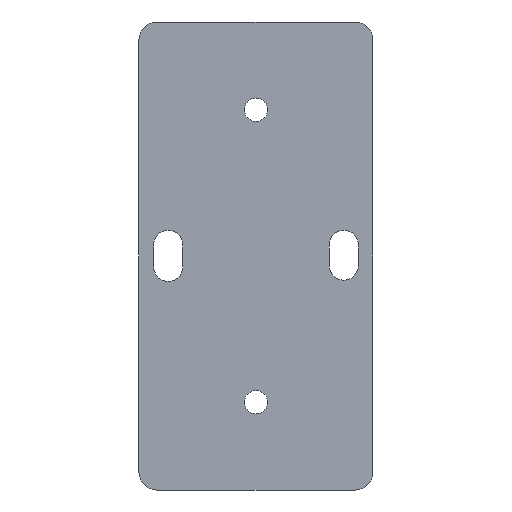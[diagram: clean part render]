
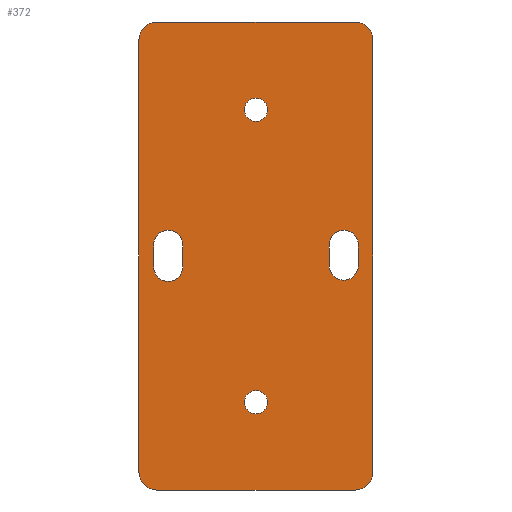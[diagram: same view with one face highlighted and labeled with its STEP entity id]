
A CAD part, front view. The second image highlights one B-rep face of the part: STEP entity #372.
In plain terms, the highlighted planar face has unit normal (0, -1, 0).
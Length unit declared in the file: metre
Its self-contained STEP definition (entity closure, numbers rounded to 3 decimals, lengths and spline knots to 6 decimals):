
#22=CIRCLE('',#406,0.0025);
#23=CIRCLE('',#407,0.0025);
#24=CIRCLE('',#408,0.0025);
#25=CIRCLE('',#409,0.0025);
#26=CIRCLE('',#410,0.002);
#27=CIRCLE('',#411,0.002);
#28=CIRCLE('',#412,0.003);
#29=CIRCLE('',#413,0.003);
#30=CIRCLE('',#414,0.003);
#31=CIRCLE('',#415,0.003);
#58=ORIENTED_EDGE('',*,*,#162,.T.);
#59=ORIENTED_EDGE('',*,*,#163,.T.);
#60=ORIENTED_EDGE('',*,*,#164,.T.);
#61=ORIENTED_EDGE('',*,*,#165,.F.);
#62=ORIENTED_EDGE('',*,*,#166,.T.);
#63=ORIENTED_EDGE('',*,*,#167,.T.);
#64=ORIENTED_EDGE('',*,*,#168,.T.);
#65=ORIENTED_EDGE('',*,*,#169,.F.);
#66=ORIENTED_EDGE('',*,*,#170,.F.);
#67=ORIENTED_EDGE('',*,*,#171,.F.);
#68=ORIENTED_EDGE('',*,*,#156,.T.);
#69=ORIENTED_EDGE('',*,*,#172,.T.);
#70=ORIENTED_EDGE('',*,*,#158,.F.);
#71=ORIENTED_EDGE('',*,*,#173,.T.);
#72=ORIENTED_EDGE('',*,*,#146,.F.);
#73=ORIENTED_EDGE('',*,*,#174,.T.);
#74=ORIENTED_EDGE('',*,*,#150,.T.);
#75=ORIENTED_EDGE('',*,*,#175,.T.);
#146=EDGE_CURVE('',#198,#199,#234,.T.);
#150=EDGE_CURVE('',#202,#203,#238,.T.);
#156=EDGE_CURVE('',#209,#208,#244,.T.);
#158=EDGE_CURVE('',#210,#211,#246,.T.);
#162=EDGE_CURVE('',#214,#215,#22,.T.);
#163=EDGE_CURVE('',#215,#216,#250,.T.);
#164=EDGE_CURVE('',#216,#217,#23,.T.);
#165=EDGE_CURVE('',#214,#217,#251,.T.);
#166=EDGE_CURVE('',#218,#219,#24,.T.);
#167=EDGE_CURVE('',#219,#220,#252,.T.);
#168=EDGE_CURVE('',#220,#221,#25,.T.);
#169=EDGE_CURVE('',#218,#221,#253,.T.);
#170=EDGE_CURVE('',#222,#222,#26,.T.);
#171=EDGE_CURVE('',#223,#223,#27,.T.);
#172=EDGE_CURVE('',#208,#211,#28,.T.);
#173=EDGE_CURVE('',#210,#199,#29,.T.);
#174=EDGE_CURVE('',#198,#202,#30,.T.);
#175=EDGE_CURVE('',#203,#209,#31,.T.);
#198=VERTEX_POINT('',#558);
#199=VERTEX_POINT('',#559);
#202=VERTEX_POINT('',#567);
#203=VERTEX_POINT('',#568);
#208=VERTEX_POINT('',#579);
#209=VERTEX_POINT('',#581);
#210=VERTEX_POINT('',#585);
#211=VERTEX_POINT('',#586);
#214=VERTEX_POINT('',#594);
#215=VERTEX_POINT('',#595);
#216=VERTEX_POINT('',#597);
#217=VERTEX_POINT('',#599);
#218=VERTEX_POINT('',#602);
#219=VERTEX_POINT('',#603);
#220=VERTEX_POINT('',#605);
#221=VERTEX_POINT('',#607);
#222=VERTEX_POINT('',#610);
#223=VERTEX_POINT('',#612);
#234=LINE('',#557,#266);
#238=LINE('',#566,#270);
#244=LINE('',#580,#276);
#246=LINE('',#584,#278);
#250=LINE('',#596,#282);
#251=LINE('',#600,#283);
#252=LINE('',#604,#284);
#253=LINE('',#608,#285);
#266=VECTOR('',#445,1.);
#270=VECTOR('',#451,1.);
#276=VECTOR('',#459,1.);
#278=VECTOR('',#463,1.);
#282=VECTOR('',#471,1.);
#283=VECTOR('',#474,1.);
#284=VECTOR('',#477,1.);
#285=VECTOR('',#480,1.);
#302=EDGE_LOOP('',(#58,#59,#60,#61));
#303=EDGE_LOOP('',(#62,#63,#64,#65));
#304=EDGE_LOOP('',(#66));
#305=EDGE_LOOP('',(#67));
#306=EDGE_LOOP('',(#68,#69,#70,#71,#72,#73,#74,#75));
#332=FACE_BOUND('',#302,.T.);
#333=FACE_BOUND('',#303,.T.);
#334=FACE_BOUND('',#304,.T.);
#335=FACE_BOUND('',#305,.T.);
#336=FACE_BOUND('',#306,.T.);
#362=PLANE('',#405);
#372=ADVANCED_FACE('',(#332,#333,#334,#335,#336),#362,.T.);
#405=AXIS2_PLACEMENT_3D('',#592,#467,#468);
#406=AXIS2_PLACEMENT_3D('',#593,#469,#470);
#407=AXIS2_PLACEMENT_3D('',#598,#472,#473);
#408=AXIS2_PLACEMENT_3D('',#601,#475,#476);
#409=AXIS2_PLACEMENT_3D('',#606,#478,#479);
#410=AXIS2_PLACEMENT_3D('',#609,#481,#482);
#411=AXIS2_PLACEMENT_3D('',#611,#483,#484);
#412=AXIS2_PLACEMENT_3D('',#613,#485,#486);
#413=AXIS2_PLACEMENT_3D('',#614,#487,#488);
#414=AXIS2_PLACEMENT_3D('',#615,#489,#490);
#415=AXIS2_PLACEMENT_3D('',#616,#491,#492);
#445=DIRECTION('',(0.,0.,1.));
#451=DIRECTION('',(1.,0.,0.));
#459=DIRECTION('',(0.,0.,1.));
#463=DIRECTION('',(1.,0.,0.));
#467=DIRECTION('',(0.,-1.,0.));
#468=DIRECTION('',(1.,0.,0.));
#469=DIRECTION('',(0.,1.,0.));
#470=DIRECTION('',(0.,0.,-1.));
#471=DIRECTION('',(0.,0.,1.));
#472=DIRECTION('',(0.,1.,0.));
#473=DIRECTION('',(0.,0.,-1.));
#474=DIRECTION('',(0.,0.,1.));
#475=DIRECTION('',(0.,1.,0.));
#476=DIRECTION('',(0.,0.,-1.));
#477=DIRECTION('',(0.,0.,-1.));
#478=DIRECTION('',(0.,1.,0.));
#479=DIRECTION('',(0.,0.,-1.));
#480=DIRECTION('',(0.,0.,-1.));
#481=DIRECTION('',(0.,-1.,0.));
#482=DIRECTION('',(0.,0.,-1.));
#483=DIRECTION('',(0.,-1.,0.));
#484=DIRECTION('',(0.,0.,-1.));
#485=DIRECTION('',(0.,-1.,0.));
#486=DIRECTION('',(0.,0.,-1.));
#487=DIRECTION('',(0.,-1.,0.));
#488=DIRECTION('',(0.,0.,-1.));
#489=DIRECTION('',(0.,-1.,0.));
#490=DIRECTION('',(0.,0.,-1.));
#491=DIRECTION('',(0.,-1.,0.));
#492=DIRECTION('',(0.,0.,-1.));
#557=CARTESIAN_POINT('',(0.,-0.005,0.045));
#558=CARTESIAN_POINT('',(0.,-0.005,0.008));
#559=CARTESIAN_POINT('',(0.,-0.005,0.082));
#566=CARTESIAN_POINT('',(0.02,-0.005,0.005));
#567=CARTESIAN_POINT('',(0.003,-0.005,0.005));
#568=CARTESIAN_POINT('',(0.037,-0.005,0.005));
#579=CARTESIAN_POINT('',(0.04,-0.005,0.082));
#580=CARTESIAN_POINT('',(0.04,-0.005,0.045));
#581=CARTESIAN_POINT('',(0.04,-0.005,0.008));
#584=CARTESIAN_POINT('',(0.02,-0.005,0.085));
#585=CARTESIAN_POINT('',(0.003,-0.005,0.085));
#586=CARTESIAN_POINT('',(0.037,-0.005,0.085));
#592=CARTESIAN_POINT('',(0.02,-0.005,0.0425));
#593=CARTESIAN_POINT('',(0.035,-0.005,0.043361));
#594=CARTESIAN_POINT('',(0.0375,-0.005,0.043361));
#595=CARTESIAN_POINT('',(0.0325,-0.005,0.043361));
#596=CARTESIAN_POINT('',(0.0325,-0.005,0.045128));
#597=CARTESIAN_POINT('',(0.0325,-0.005,0.046895));
#598=CARTESIAN_POINT('',(0.035,-0.005,0.046895));
#599=CARTESIAN_POINT('',(0.0375,-0.005,0.046895));
#600=CARTESIAN_POINT('',(0.0375,-0.005,0.045128));
#601=CARTESIAN_POINT('',(0.005,-0.005,0.046895));
#602=CARTESIAN_POINT('',(0.0025,-0.005,0.046895));
#603=CARTESIAN_POINT('',(0.0075,-0.005,0.046895));
#604=CARTESIAN_POINT('',(0.0075,-0.005,0.045021));
#605=CARTESIAN_POINT('',(0.0075,-0.005,0.043147));
#606=CARTESIAN_POINT('',(0.005,-0.005,0.043147));
#607=CARTESIAN_POINT('',(0.0025,-0.005,0.043147));
#608=CARTESIAN_POINT('',(0.0025,-0.005,0.045021));
#609=CARTESIAN_POINT('',(0.02,-0.005,0.07));
#610=CARTESIAN_POINT('',(0.02,-0.005,0.068));
#611=CARTESIAN_POINT('',(0.02,-0.005,0.02));
#612=CARTESIAN_POINT('',(0.02,-0.005,0.018));
#613=CARTESIAN_POINT('',(0.037,-0.005,0.082));
#614=CARTESIAN_POINT('',(0.003,-0.005,0.082));
#615=CARTESIAN_POINT('',(0.003,-0.005,0.008));
#616=CARTESIAN_POINT('',(0.037,-0.005,0.008));
